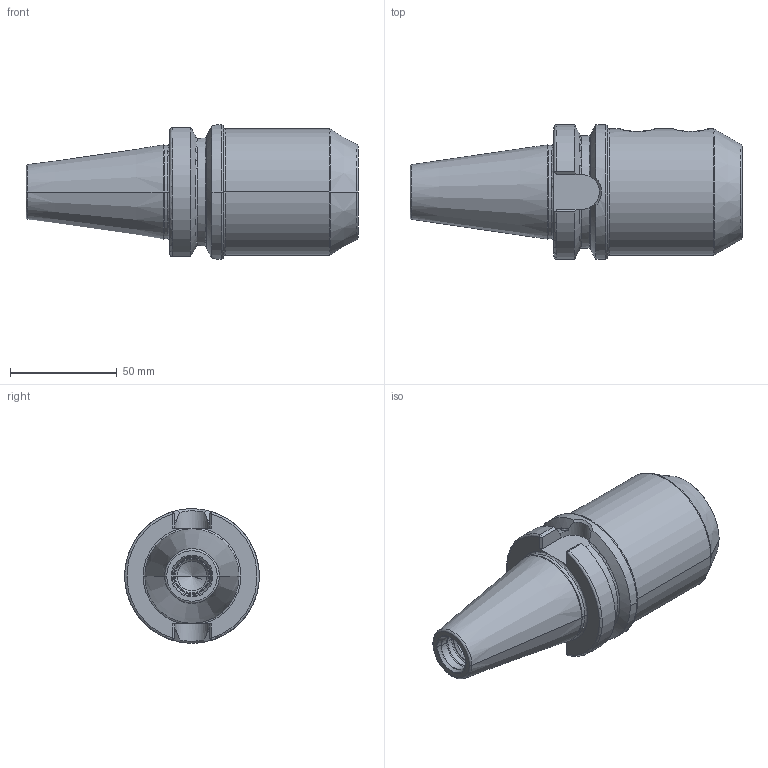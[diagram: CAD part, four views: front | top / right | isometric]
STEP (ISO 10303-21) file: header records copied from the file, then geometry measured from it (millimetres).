
FILE_DESCRIPTION((''),'2;1');
FILE_NAME('40-500-25','2011-08-30T',('mei'),(''),'PRO/ENGINEER BY PARAMETRIC TECHNOLOGY CORPORATION, 2010430','PRO/ENGINEER BY PARAMETRIC TECHNOLOGY CORPORATION, 2010430','');
FILE_SCHEMA(('CONFIG_CONTROL_DESIGN'));
Length unit declared in the file: millimetre
Products named in the file (1): 40-500-25
Bounding box: 155.4 x 62.98 x 62.98 mm (x, y, z)
Volume: 253146.9 mm3; surface area: 40029.6 mm2
Topology: 1 solids, 4 shells, 105 faces, 260 edges, 153 vertices
Faces by surface type: cylinder 30, torus 26, plane 25, cone 18, bspline 6
Entity records: 3841 total; most frequent: CARTESIAN_POINT 1382, DIRECTION 510, ORIENTED_EDGE 500, EDGE_CURVE 256, AXIS2_PLACEMENT_3D 208, VERTEX_POINT 153, EDGE_LOOP 109, CIRCLE 108
